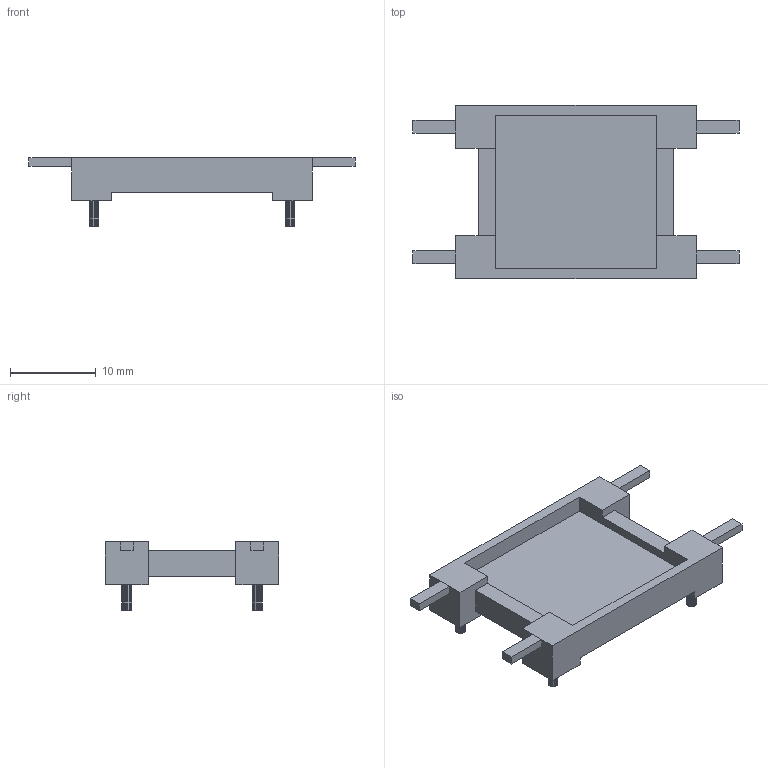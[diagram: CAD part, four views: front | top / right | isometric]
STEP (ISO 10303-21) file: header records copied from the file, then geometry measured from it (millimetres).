
FILE_DESCRIPTION(('FreeCAD Model'),'2;1');
FILE_NAME('XSV3.step', '2016-09-20T13:26:02',('FreeCAD'),('FreeCAD'), 'Open CASCADE STEP processor 6.3','FreeCAD','Unknown');
FILE_SCHEMA(('AUTOMOTIVE_DESIGN_CC2 { 1 2 10303 214 -1 1 5 4 }'));
Length unit declared in the file: millimetre
Products named in the file (1): XSV3
Bounding box: 38.06 x 20.24 x 8 mm (x, y, z)
Volume: 1466.5 mm3; surface area: 1816.1 mm2
Topology: 1 solids, 1 shells, 250 faces, 712 edges, 472 vertices
Faces by surface type: cylinder 180, plane 70
Entity records: 18156 total; most frequent: CARTESIAN_POINT 5946, DIRECTION 1918, ORIENTED_EDGE 1424, PCURVE 1424, DEFINITIONAL_REPRESENTATION 1424, B_SPLINE_CURVE_WITH_KNOTS 720, EDGE_CURVE 712, SURFACE_CURVE 712
